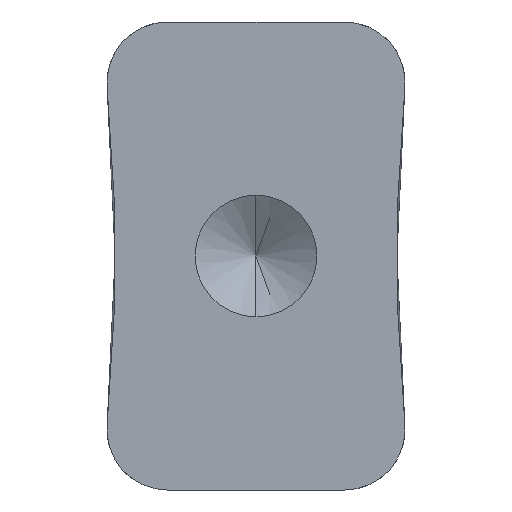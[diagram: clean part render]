
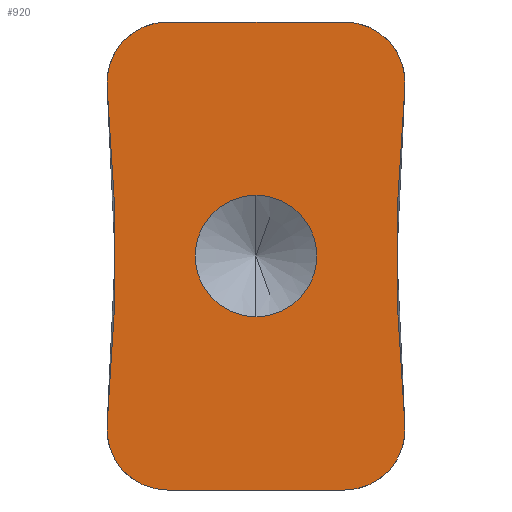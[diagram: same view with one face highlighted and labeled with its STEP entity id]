
A CAD part, left-side view. The second image highlights one B-rep face of the part: STEP entity #920.
In plain terms, the highlighted planar face has unit normal (-1, 0, 0).
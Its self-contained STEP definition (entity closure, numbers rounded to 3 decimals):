
#27 = DIRECTION ( 'NONE',  ( 1., 0., 0. ) ) ;
#43 = EDGE_CURVE ( 'NONE', #120, #243, #1097, .T. ) ;
#52 = PLANE ( 'NONE',  #323 ) ;
#63 = AXIS2_PLACEMENT_3D ( 'NONE', #713, #1070, #72 ) ;
#72 = DIRECTION ( 'NONE',  ( 0., 0., 1. ) ) ;
#83 = DIRECTION ( 'NONE',  ( 0., 0., 1. ) ) ;
#95 = LINE ( 'NONE', #1005, #609 ) ;
#120 = VERTEX_POINT ( 'NONE', #967 ) ;
#130 = EDGE_CURVE ( 'NONE', #864, #233, #550, .T. ) ;
#135 = DIRECTION ( 'NONE',  ( -1., 0., 0. ) ) ;
#140 = VERTEX_POINT ( 'NONE', #169 ) ;
#143 = FACE_OUTER_BOUND ( 'NONE', #643, .T. ) ;
#153 = DIRECTION ( 'NONE',  ( 0., 0., 1. ) ) ;
#157 = CIRCLE ( 'NONE', #477, 3.484 ) ;
#167 = ORIENTED_EDGE ( 'NONE', *, *, #535, .F. ) ;
#169 = CARTESIAN_POINT ( 'NONE',  ( -1240., 2.413, -19.579 ) ) ;
#203 = EDGE_CURVE ( 'NONE', #1111, #755, #157, .T. ) ;
#208 = ORIENTED_EDGE ( 'NONE', *, *, #239, .T. ) ;
#233 = VERTEX_POINT ( 'NONE', #706 ) ;
#239 = EDGE_CURVE ( 'NONE', #140, #594, #513, .T. ) ;
#241 = CARTESIAN_POINT ( 'NONE',  ( -1240., -1.056, 0.026 ) ) ;
#243 = VERTEX_POINT ( 'NONE', #688 ) ;
#252 = CARTESIAN_POINT ( 'NONE',  ( -1240., -1.056, -19.906 ) ) ;
#267 = AXIS2_PLACEMENT_3D ( 'NONE', #699, #960, #83 ) ;
#277 = EDGE_CURVE ( 'NONE', #777, #939, #534, .T. ) ;
#310 = FACE_BOUND ( 'NONE', #639, .T. ) ;
#323 = AXIS2_PLACEMENT_3D ( 'NONE', #1035, #504, #859 ) ;
#367 = ORIENTED_EDGE ( 'NONE', *, *, #562, .T. ) ;
#375 = DIRECTION ( 'NONE',  ( 0., -1., 0. ) ) ;
#403 = LINE ( 'NONE', #1031, #1101 ) ;
#414 = DIRECTION ( 'NONE',  ( 0., 0., 1. ) ) ;
#456 = AXIS2_PLACEMENT_3D ( 'NONE', #975, #530, #414 ) ;
#464 = DIRECTION ( 'NONE',  ( 0., 0., 1. ) ) ;
#477 = AXIS2_PLACEMENT_3D ( 'NONE', #241, #1069, #1155 ) ;
#498 = ORIENTED_EDGE ( 'NONE', *, *, #1094, .T. ) ;
#499 = CIRCLE ( 'NONE', #63, 102.826 ) ;
#504 = DIRECTION ( 'NONE',  ( -1., 0., 0. ) ) ;
#513 = CIRCLE ( 'NONE', #817, 3.484 ) ;
#530 = DIRECTION ( 'NONE',  ( -1., 0., 0. ) ) ;
#534 = CIRCLE ( 'NONE', #456, 3.5 ) ;
#535 = EDGE_CURVE ( 'NONE', #939, #777, #814, .T. ) ;
#550 = CIRCLE ( 'NONE', #267, 3.484 ) ;
#562 = EDGE_CURVE ( 'NONE', #233, #120, #499, .T. ) ;
#586 = ORIENTED_EDGE ( 'NONE', *, *, #277, .F. ) ;
#594 = VERTEX_POINT ( 'NONE', #815 ) ;
#609 = VECTOR ( 'NONE', #375, 1000. ) ;
#622 = CARTESIAN_POINT ( 'NONE',  ( -1240., -6.14, -6.44 ) ) ;
#639 = EDGE_LOOP ( 'NONE', ( #586, #167 ) ) ;
#643 = EDGE_LOOP ( 'NONE', ( #879, #498, #208, #1003, #772, #367, #1121, #702 ) ) ;
#665 = CARTESIAN_POINT ( 'NONE',  ( -1240., -11.224, 0.026 ) ) ;
#688 = CARTESIAN_POINT ( 'NONE',  ( -1240., -11.224, 3.51 ) ) ;
#691 = CARTESIAN_POINT ( 'NONE',  ( -1240., -6.14, -13.44 ) ) ;
#699 = CARTESIAN_POINT ( 'NONE',  ( -1240., -11.224, -19.906 ) ) ;
#700 = AXIS2_PLACEMENT_3D ( 'NONE', #665, #135, #775 ) ;
#702 = ORIENTED_EDGE ( 'NONE', *, *, #732, .T. ) ;
#704 = CIRCLE ( 'NONE', #1152, 102.826 ) ;
#706 = CARTESIAN_POINT ( 'NONE',  ( -1240., -14.693, -19.579 ) ) ;
#707 = CARTESIAN_POINT ( 'NONE',  ( -1240., -6.14, -9.94 ) ) ;
#713 = CARTESIAN_POINT ( 'NONE',  ( -1240., -117.066, -9.94 ) ) ;
#723 = CARTESIAN_POINT ( 'NONE',  ( -1240., 104.786, -9.94 ) ) ;
#726 = CARTESIAN_POINT ( 'NONE',  ( -1240., -11.224, -23.39 ) ) ;
#732 = EDGE_CURVE ( 'NONE', #243, #1111, #403, .T. ) ;
#745 = CARTESIAN_POINT ( 'NONE',  ( -1240., -1.056, 3.51 ) ) ;
#755 = VERTEX_POINT ( 'NONE', #1028 ) ;
#760 = DIRECTION ( 'NONE',  ( 0., 1., 0. ) ) ;
#772 = ORIENTED_EDGE ( 'NONE', *, *, #130, .T. ) ;
#775 = DIRECTION ( 'NONE',  ( 0., 0., 1. ) ) ;
#777 = VERTEX_POINT ( 'NONE', #622 ) ;
#814 = CIRCLE ( 'NONE', #980, 3.5 ) ;
#815 = CARTESIAN_POINT ( 'NONE',  ( -1240., -1.056, -23.39 ) ) ;
#817 = AXIS2_PLACEMENT_3D ( 'NONE', #252, #983, #153 ) ;
#859 = DIRECTION ( 'NONE',  ( 0., 0., 1. ) ) ;
#863 = DIRECTION ( 'NONE',  ( -1., 0., 0. ) ) ;
#864 = VERTEX_POINT ( 'NONE', #726 ) ;
#878 = DIRECTION ( 'NONE',  ( 0., 0., 1. ) ) ;
#879 = ORIENTED_EDGE ( 'NONE', *, *, #203, .T. ) ;
#920 = ADVANCED_FACE ( 'NONE', ( #310, #143 ), #52, .T. ) ;
#939 = VERTEX_POINT ( 'NONE', #691 ) ;
#960 = DIRECTION ( 'NONE',  ( -1., 0., 0. ) ) ;
#967 = CARTESIAN_POINT ( 'NONE',  ( -1240., -14.693, -0.301 ) ) ;
#975 = CARTESIAN_POINT ( 'NONE',  ( -1240., -6.14, -9.94 ) ) ;
#980 = AXIS2_PLACEMENT_3D ( 'NONE', #707, #863, #878 ) ;
#983 = DIRECTION ( 'NONE',  ( -1., 0., 0. ) ) ;
#1003 = ORIENTED_EDGE ( 'NONE', *, *, #1112, .T. ) ;
#1005 = CARTESIAN_POINT ( 'NONE',  ( -1240., -11.224, -23.39 ) ) ;
#1028 = CARTESIAN_POINT ( 'NONE',  ( -1240., 2.413, -0.301 ) ) ;
#1031 = CARTESIAN_POINT ( 'NONE',  ( -1240., -1.056, 3.51 ) ) ;
#1035 = CARTESIAN_POINT ( 'NONE',  ( -1240., -1.056, 0.026 ) ) ;
#1069 = DIRECTION ( 'NONE',  ( -1., 0., 0. ) ) ;
#1070 = DIRECTION ( 'NONE',  ( 1., 0., 0. ) ) ;
#1094 = EDGE_CURVE ( 'NONE', #755, #140, #704, .T. ) ;
#1097 = CIRCLE ( 'NONE', #700, 3.484 ) ;
#1101 = VECTOR ( 'NONE', #760, 1000. ) ;
#1111 = VERTEX_POINT ( 'NONE', #745 ) ;
#1112 = EDGE_CURVE ( 'NONE', #594, #864, #95, .T. ) ;
#1121 = ORIENTED_EDGE ( 'NONE', *, *, #43, .T. ) ;
#1152 = AXIS2_PLACEMENT_3D ( 'NONE', #723, #27, #464 ) ;
#1155 = DIRECTION ( 'NONE',  ( 0., 0., 1. ) ) ;
